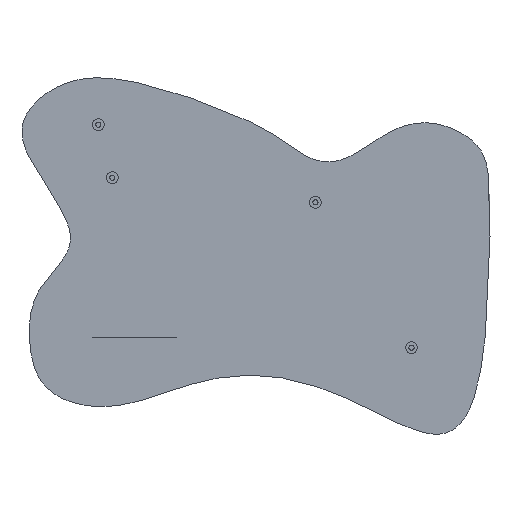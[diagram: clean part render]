
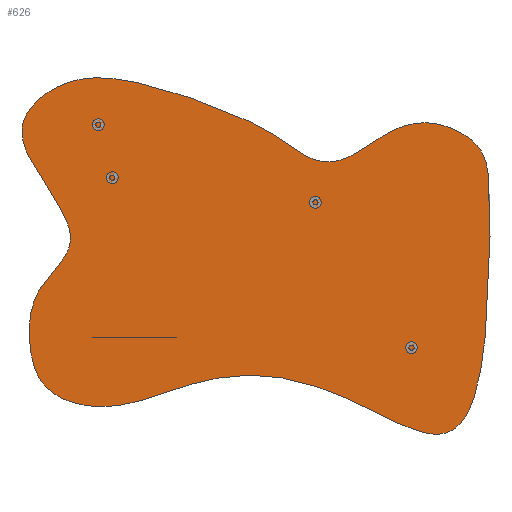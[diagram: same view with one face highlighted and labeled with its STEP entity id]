
A CAD part, front view. The second image highlights one B-rep face of the part: STEP entity #626.
In plain terms, the highlighted planar face has unit normal (0, -1, 0).
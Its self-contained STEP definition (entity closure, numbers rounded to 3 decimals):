
#34=(
BOUNDED_CURVE()
B_SPLINE_CURVE(5,(#1312,#1313,#1314,#1315,#1316,#1317,#1318,#1319,#1320,
#1321,#1322,#1323,#1324,#1325,#1326,#1327,#1328,#1329,#1330,#1331,#1332,
#1333,#1334,#1335,#1336,#1337,#1338,#1339,#1340,#1341,#1342,#1343,#1344,
#1345,#1346,#1347,#1348,#1349,#1350,#1351,#1352,#1353,#1354,#1355,#1356,
#1357,#1358,#1359,#1360,#1361,#1362,#1363,#1364,#1365,#1366,#1367,#1368,
#1369,#1370,#1371,#1372,#1373,#1374,#1375,#1376,#1377,#1378,#1379,#1380,
#1381,#1382,#1383,#1384,#1385,#1386,#1387,#1388,#1389,#1390,#1391,#1392,
#1393,#1394,#1395,#1396,#1397,#1398,#1399,#1400,#1401),.UNSPECIFIED.,.T.,
 .F.)
B_SPLINE_CURVE_WITH_KNOTS((6,1,1,1,1,1,1,1,1,1,1,1,1,1,1,1,1,1,1,1,1,1,
1,1,1,1,1,1,1,1,1,1,1,1,1,1,1,1,1,1,1,1,1,1,1,1,1,1,1,1,1,1,1,1,1,1,1,1,
1,1,1,1,1,1,1,1,1,1,1,1,1,1,1,1,1,1,1,1,1,1,1,1,1,1,1,6),(0.,0.012,
0.024,0.035,0.047,0.059,
0.071,0.082,0.094,0.106,
0.118,0.129,0.141,0.153,
0.165,0.176,0.188,0.2,0.212,
0.224,0.235,0.247,0.259,
0.271,0.282,0.294,0.306,
0.318,0.329,0.341,0.353,
0.365,0.376,0.388,0.4,0.412,
0.424,0.435,0.447,0.459,
0.471,0.482,0.494,0.506,
0.518,0.529,0.541,0.553,
0.565,0.576,0.588,0.6,0.612,
0.624,0.635,0.647,0.659,
0.671,0.682,0.694,0.706,
0.718,0.729,0.741,0.753,
0.765,0.776,0.788,0.8,
0.812,0.824,0.835,0.847,
0.859,0.871,0.882,0.894,
0.906,0.918,0.929,0.941,
0.953,0.965,0.976,0.988,
1.),.UNSPECIFIED.)
CURVE()
GEOMETRIC_REPRESENTATION_ITEM()
RATIONAL_B_SPLINE_CURVE((1.,1.,1.,1.,1.,1.,1.,1.,1.,1.,1.,1.,1.,1.,1.,1.,
1.,1.,1.,1.,1.,1.,1.,1.,1.,1.,1.,1.,1.,1.,1.,1.,1.,1.,1.,1.,1.,1.,1.,1.,
1.,1.,1.,1.,1.,1.,1.,1.,1.,1.,1.,1.,1.,1.,1.,1.,1.,1.,1.,1.,1.,1.,1.,1.,
1.,1.,1.,1.,1.,1.,1.,1.,1.,1.,1.,1.,1.,1.,1.,1.,1.,1.,1.,1.,1.,1.,1.,1.,
1.,1.))
REPRESENTATION_ITEM('')
);
#42=FACE_BOUND('',#159,.T.);
#111=FACE_OUTER_BOUND('',#158,.T.);
#158=EDGE_LOOP('',(#521));
#159=EDGE_LOOP('',(#522,#523,#524,#525));
#220=LINE('',#1027,#272);
#222=LINE('',#1031,#274);
#224=LINE('',#1035,#276);
#226=LINE('',#1038,#278);
#272=VECTOR('',#834,10.);
#274=VECTOR('',#838,10.);
#276=VECTOR('',#842,10.);
#278=VECTOR('',#846,10.);
#318=VERTEX_POINT('',#1024);
#319=VERTEX_POINT('',#1026);
#320=VERTEX_POINT('',#1030);
#321=VERTEX_POINT('',#1034);
#323=VERTEX_POINT('',#1310);
#384=EDGE_CURVE('',#319,#318,#220,.T.);
#386=EDGE_CURVE('',#320,#319,#222,.T.);
#388=EDGE_CURVE('',#321,#320,#224,.T.);
#390=EDGE_CURVE('',#318,#321,#226,.T.);
#393=EDGE_CURVE('',#323,#323,#34,.T.);
#521=ORIENTED_EDGE('',*,*,#393,.T.);
#522=ORIENTED_EDGE('',*,*,#384,.T.);
#523=ORIENTED_EDGE('',*,*,#390,.T.);
#524=ORIENTED_EDGE('',*,*,#388,.T.);
#525=ORIENTED_EDGE('',*,*,#386,.T.);
#593=PLANE('',#704);
#626=ADVANCED_FACE('',(#111,#42),#593,.F.);
#704=AXIS2_PLACEMENT_3D('',#1403,#850,#851);
#834=DIRECTION('',(1.,0.,0.));
#838=DIRECTION('',(0.,0.,1.));
#842=DIRECTION('',(-1.,0.,0.));
#846=DIRECTION('',(0.,0.,-1.));
#850=DIRECTION('center_axis',(0.,1.,0.));
#851=DIRECTION('ref_axis',(1.,0.,0.));
#1024=CARTESIAN_POINT('',(-24.527,-20.,-43.));
#1026=CARTESIAN_POINT('',(-60.5,-20.,-43.));
#1027=CARTESIAN_POINT('',(-60.5,-20.,-43.));
#1030=CARTESIAN_POINT('',(-60.5,-20.,-43.048));
#1031=CARTESIAN_POINT('',(-60.5,-20.,-43.048));
#1034=CARTESIAN_POINT('',(-24.527,-20.,-43.048));
#1035=CARTESIAN_POINT('',(-24.527,-20.,-43.048));
#1038=CARTESIAN_POINT('',(-24.527,-20.,-43.));
#1310=CARTESIAN_POINT('',(-70.,-20.,0.));
#1312=CARTESIAN_POINT('Ctrl Pts',(-70.,-20.,0.));
#1313=CARTESIAN_POINT('Ctrl Pts',(-69.948,-20.,-1.159));
#1314=CARTESIAN_POINT('Ctrl Pts',(-70.083,-20.,-3.397));
#1315=CARTESIAN_POINT('Ctrl Pts',(-70.997,-20.,-6.52));
#1316=CARTESIAN_POINT('Ctrl Pts',(-73.451,-20.,-10.332));
#1317=CARTESIAN_POINT('Ctrl Pts',(-77.617,-20.,-14.957));
#1318=CARTESIAN_POINT('Ctrl Pts',(-81.783,-20.,-19.894));
#1319=CARTESIAN_POINT('Ctrl Pts',(-85.033,-20.,-25.451));
#1320=CARTESIAN_POINT('Ctrl Pts',(-87.011,-20.,-31.6));
#1321=CARTESIAN_POINT('Ctrl Pts',(-87.796,-20.,-38.071));
#1322=CARTESIAN_POINT('Ctrl Pts',(-87.665,-20.,-44.484));
#1323=CARTESIAN_POINT('Ctrl Pts',(-86.928,-20.,-50.46));
#1324=CARTESIAN_POINT('Ctrl Pts',(-85.681,-20.,-55.769));
#1325=CARTESIAN_POINT('Ctrl Pts',(-83.748,-20.,-60.367));
#1326=CARTESIAN_POINT('Ctrl Pts',(-80.88,-20.,-64.289));
#1327=CARTESIAN_POINT('Ctrl Pts',(-76.877,-20.,-67.576));
#1328=CARTESIAN_POINT('Ctrl Pts',(-71.782,-20.,-70.178));
#1329=CARTESIAN_POINT('Ctrl Pts',(-65.824,-20.,-71.974));
#1330=CARTESIAN_POINT('Ctrl Pts',(-59.309,-20.,-72.846));
#1331=CARTESIAN_POINT('Ctrl Pts',(-52.525,-20.,-72.72));
#1332=CARTESIAN_POINT('Ctrl Pts',(-45.627,-20.,-71.639));
#1333=CARTESIAN_POINT('Ctrl Pts',(-38.621,-20.,-69.77));
#1334=CARTESIAN_POINT('Ctrl Pts',(-31.418,-20.,-67.368));
#1335=CARTESIAN_POINT('Ctrl Pts',(-23.883,-20.,-64.748));
#1336=CARTESIAN_POINT('Ctrl Pts',(-15.876,-20.,-62.261));
#1337=CARTESIAN_POINT('Ctrl Pts',(-7.303,-20.,-60.261));
#1338=CARTESIAN_POINT('Ctrl Pts',(1.847,-20.,-59.081));
#1339=CARTESIAN_POINT('Ctrl Pts',(11.519,-20.,-58.995));
#1340=CARTESIAN_POINT('Ctrl Pts',(21.604,-20.,-60.183));
#1341=CARTESIAN_POINT('Ctrl Pts',(31.945,-20.,-62.7));
#1342=CARTESIAN_POINT('Ctrl Pts',(42.348,-20.,-66.434));
#1343=CARTESIAN_POINT('Ctrl Pts',(52.597,-20.,-71.083));
#1344=CARTESIAN_POINT('Ctrl Pts',(62.461,-20.,-76.1));
#1345=CARTESIAN_POINT('Ctrl Pts',(71.707,-20.,-80.701));
#1346=CARTESIAN_POINT('Ctrl Pts',(80.116,-20.,-84.003));
#1347=CARTESIAN_POINT('Ctrl Pts',(87.505,-20.,-85.148));
#1348=CARTESIAN_POINT('Ctrl Pts',(93.744,-20.,-83.43));
#1349=CARTESIAN_POINT('Ctrl Pts',(98.767,-20.,-78.417));
#1350=CARTESIAN_POINT('Ctrl Pts',(102.604,-20.,-70.099));
#1351=CARTESIAN_POINT('Ctrl Pts',(105.37,-20.,-58.917));
#1352=CARTESIAN_POINT('Ctrl Pts',(107.239,-20.,-45.616));
#1353=CARTESIAN_POINT('Ctrl Pts',(108.408,-20.,-31.138));
#1354=CARTESIAN_POINT('Ctrl Pts',(109.073,-20.,-16.499));
#1355=CARTESIAN_POINT('Ctrl Pts',(109.394,-20.,-2.678));
#1356=CARTESIAN_POINT('Ctrl Pts',(109.471,-20.,9.507));
#1357=CARTESIAN_POINT('Ctrl Pts',(109.311,-20.,19.513));
#1358=CARTESIAN_POINT('Ctrl Pts',(108.8,-20.,27.188));
#1359=CARTESIAN_POINT('Ctrl Pts',(107.669,-20.,32.896));
#1360=CARTESIAN_POINT('Ctrl Pts',(105.599,-20.,37.264));
#1361=CARTESIAN_POINT('Ctrl Pts',(102.326,-20.,40.915));
#1362=CARTESIAN_POINT('Ctrl Pts',(97.739,-20.,44.225));
#1363=CARTESIAN_POINT('Ctrl Pts',(92.004,-20.,47.024));
#1364=CARTESIAN_POINT('Ctrl Pts',(85.471,-20.,48.817));
#1365=CARTESIAN_POINT('Ctrl Pts',(78.558,-20.,49.071));
#1366=CARTESIAN_POINT('Ctrl Pts',(71.66,-20.,47.454));
#1367=CARTESIAN_POINT('Ctrl Pts',(65.019,-20.,44.164));
#1368=CARTESIAN_POINT('Ctrl Pts',(58.691,-20.,39.962));
#1369=CARTESIAN_POINT('Ctrl Pts',(52.639,-20.,35.845));
#1370=CARTESIAN_POINT('Ctrl Pts',(46.791,-20.,32.797));
#1371=CARTESIAN_POINT('Ctrl Pts',(41.11,-20.,31.538));
#1372=CARTESIAN_POINT('Ctrl Pts',(35.678,-20.,32.192));
#1373=CARTESIAN_POINT('Ctrl Pts',(30.678,-20.,34.283));
#1374=CARTESIAN_POINT('Ctrl Pts',(26.231,-20.,37.116));
#1375=CARTESIAN_POINT('Ctrl Pts',(22.29,-20.,40.032));
#1376=CARTESIAN_POINT('Ctrl Pts',(18.465,-20.,42.785));
#1377=CARTESIAN_POINT('Ctrl Pts',(14.15,-20.,45.464));
#1378=CARTESIAN_POINT('Ctrl Pts',(8.743,-20.,48.292));
#1379=CARTESIAN_POINT('Ctrl Pts',(1.833,-20.,51.464));
#1380=CARTESIAN_POINT('Ctrl Pts',(-6.584,-20.,54.959));
#1381=CARTESIAN_POINT('Ctrl Pts',(-16.196,-20.,58.589));
#1382=CARTESIAN_POINT('Ctrl Pts',(-26.49,-20.,62.056));
#1383=CARTESIAN_POINT('Ctrl Pts',(-36.856,-20.,65.017));
#1384=CARTESIAN_POINT('Ctrl Pts',(-46.705,-20.,67.144));
#1385=CARTESIAN_POINT('Ctrl Pts',(-55.566,-20.,68.18));
#1386=CARTESIAN_POINT('Ctrl Pts',(-63.213,-20.,68.005));
#1387=CARTESIAN_POINT('Ctrl Pts',(-69.746,-20.,66.685));
#1388=CARTESIAN_POINT('Ctrl Pts',(-75.421,-20.,64.393));
#1389=CARTESIAN_POINT('Ctrl Pts',(-80.477,-20.,61.326));
#1390=CARTESIAN_POINT('Ctrl Pts',(-84.993,-20.,57.638));
#1391=CARTESIAN_POINT('Ctrl Pts',(-88.666,-20.,53.341));
#1392=CARTESIAN_POINT('Ctrl Pts',(-90.879,-20.,48.32));
#1393=CARTESIAN_POINT('Ctrl Pts',(-91.056,-20.,42.462));
#1394=CARTESIAN_POINT('Ctrl Pts',(-88.904,-20.,35.736));
#1395=CARTESIAN_POINT('Ctrl Pts',(-84.786,-20.,28.333));
#1396=CARTESIAN_POINT('Ctrl Pts',(-79.632,-20.,20.624));
#1397=CARTESIAN_POINT('Ctrl Pts',(-74.612,-20.,13.046));
#1398=CARTESIAN_POINT('Ctrl Pts',(-71.639,-20.,7.415));
#1399=CARTESIAN_POINT('Ctrl Pts',(-70.397,-20.,3.559));
#1400=CARTESIAN_POINT('Ctrl Pts',(-70.052,-20.,1.159));
#1401=CARTESIAN_POINT('Ctrl Pts',(-70.,-20.,0.));
#1403=CARTESIAN_POINT('Origin',(9.208,-20.,-8.484));
